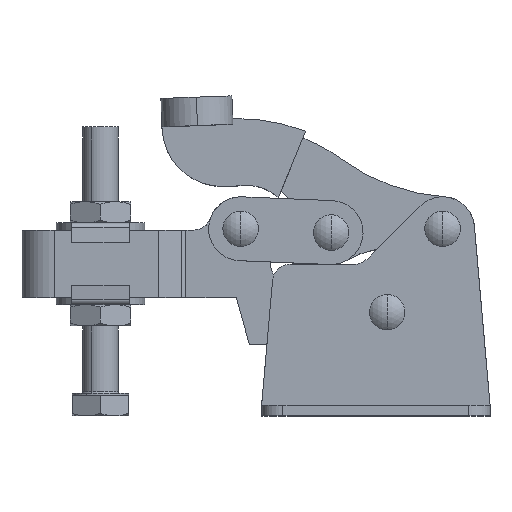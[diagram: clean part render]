
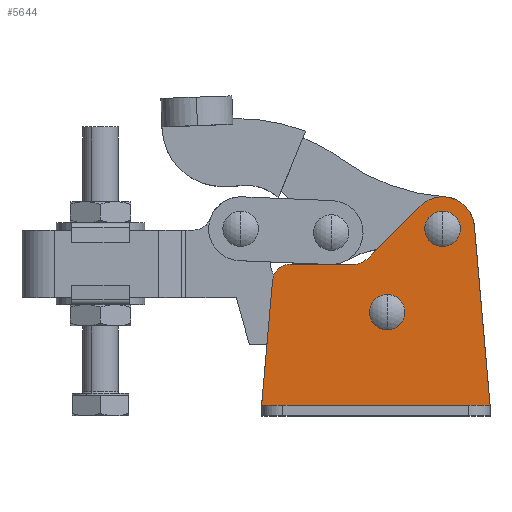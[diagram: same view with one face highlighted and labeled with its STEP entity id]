
A CAD part, top view. The second image highlights one B-rep face of the part: STEP entity #5644.
In plain terms, the highlighted planar face has unit normal (0, 0, 1).
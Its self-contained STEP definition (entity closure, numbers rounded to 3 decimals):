
#47 = DIRECTION ( 'NONE',  ( -0.707, -0.707, 0. ) ) ;
#249 = EDGE_CURVE ( 'NONE', #8507, #10181, #8105, .T. ) ;
#422 = EDGE_CURVE ( 'NONE', #3282, #5321, #12393, .T. ) ;
#579 = CARTESIAN_POINT ( 'NONE',  ( -15.59, -18.5, 3. ) ) ;
#670 = ORIENTED_EDGE ( 'NONE', *, *, #5726, .T. ) ;
#678 = ORIENTED_EDGE ( 'NONE', *, *, #13005, .T. ) ;
#710 = EDGE_CURVE ( 'NONE', #1479, #11455, #6810, .T. ) ;
#715 = DIRECTION ( 'NONE',  ( 0., 0., 1. ) ) ;
#863 = CARTESIAN_POINT ( 'NONE',  ( -50.935, 11.029, 3. ) ) ;
#921 = CARTESIAN_POINT ( 'NONE',  ( -47.878, -14.564, 3. ) ) ;
#1039 = DIRECTION ( 'NONE',  ( 0., 0., 1. ) ) ;
#1101 = EDGE_CURVE ( 'NONE', #10181, #8507, #5526, .T. ) ;
#1176 = EDGE_LOOP ( 'NONE', ( #4692, #7470 ) ) ;
#1193 = ORIENTED_EDGE ( 'NONE', *, *, #8618, .T. ) ;
#1217 = AXIS2_PLACEMENT_3D ( 'NONE', #12037, #11000, #3912 ) ;
#1225 = VERTEX_POINT ( 'NONE', #10647 ) ;
#1296 = AXIS2_PLACEMENT_3D ( 'NONE', #10253, #4167, #11262 ) ;
#1453 = DIRECTION ( 'NONE',  ( 0., 0., -1. ) ) ;
#1479 = VERTEX_POINT ( 'NONE', #4917 ) ;
#1904 = VECTOR ( 'NONE', #9599, 1000. ) ;
#1914 = VERTEX_POINT ( 'NONE', #12461 ) ;
#1927 = ORIENTED_EDGE ( 'NONE', *, *, #9030, .T. ) ;
#1958 = DIRECTION ( 'NONE',  ( 0., 1., 0. ) ) ;
#2047 = AXIS2_PLACEMENT_3D ( 'NONE', #7792, #715, #6769 ) ;
#2054 = VECTOR ( 'NONE', #13091, 1000. ) ;
#2152 = VECTOR ( 'NONE', #7093, 1000. ) ;
#2247 = CARTESIAN_POINT ( 'NONE',  ( -24.799, -10., 3. ) ) ;
#2583 = CARTESIAN_POINT ( 'NONE',  ( -50.935, -49.5, 3. ) ) ;
#2613 = EDGE_CURVE ( 'NONE', #2615, #5585, #4117, .T. ) ;
#2615 = VERTEX_POINT ( 'NONE', #9053 ) ;
#2895 = DIRECTION ( 'NONE',  ( 0., 1., 0. ) ) ;
#3151 = CARTESIAN_POINT ( 'NONE',  ( 13.365, -49.5, 3. ) ) ;
#3198 = VERTEX_POINT ( 'NONE', #4061 ) ;
#3215 = VECTOR ( 'NONE', #47, 1000. ) ;
#3282 = VERTEX_POINT ( 'NONE', #2247 ) ;
#3467 = ORIENTED_EDGE ( 'NONE', *, *, #249, .F. ) ;
#3630 = VECTOR ( 'NONE', #5162, 1000. ) ;
#3819 = AXIS2_PLACEMENT_3D ( 'NONE', #7081, #1039, #8118 ) ;
#3912 = DIRECTION ( 'NONE',  ( 0., 1., 0. ) ) ;
#4061 = CARTESIAN_POINT ( 'NONE',  ( -21.263, -8.536, 3. ) ) ;
#4117 = LINE ( 'NONE', #8043, #2054 ) ;
#4167 = DIRECTION ( 'NONE',  ( 0., 0., 1. ) ) ;
#4185 = EDGE_CURVE ( 'NONE', #5585, #1914, #12949, .T. ) ;
#4211 = CARTESIAN_POINT ( 'NONE',  ( -15.59, -23.5, 3. ) ) ;
#4377 = CIRCLE ( 'NONE', #8020, 5. ) ;
#4692 = ORIENTED_EDGE ( 'NONE', *, *, #710, .T. ) ;
#4917 = CARTESIAN_POINT ( 'NONE',  ( 0., 5., 3. ) ) ;
#4920 = CARTESIAN_POINT ( 'NONE',  ( 0., 0., 3. ) ) ;
#5022 = CARTESIAN_POINT ( 'NONE',  ( -42.897, -10., 3. ) ) ;
#5078 = CARTESIAN_POINT ( 'NONE',  ( 0., -5., 3. ) ) ;
#5119 = FACE_BOUND ( 'NONE', #1176, .T. ) ;
#5155 = VECTOR ( 'NONE', #10268, 1000. ) ;
#5162 = DIRECTION ( 'NONE',  ( -0.087, -0.996, 0. ) ) ;
#5229 = DIRECTION ( 'NONE',  ( 0., 1., 0. ) ) ;
#5321 = VERTEX_POINT ( 'NONE', #8444 ) ;
#5440 = VERTEX_POINT ( 'NONE', #2583 ) ;
#5526 = CIRCLE ( 'NONE', #2047, 5. ) ;
#5585 = VERTEX_POINT ( 'NONE', #10868 ) ;
#5644 = ADVANCED_FACE ( 'NONE', ( #5119, #5758, #11484 ), #11997, .F. ) ;
#5726 = EDGE_CURVE ( 'NONE', #1225, #3198, #5915, .T. ) ;
#5758 = FACE_BOUND ( 'NONE', #10329, .T. ) ;
#5915 = LINE ( 'NONE', #8080, #3215 ) ;
#5917 = VERTEX_POINT ( 'NONE', #9315 ) ;
#5948 = DIRECTION ( 'NONE',  ( 0., 1., 0. ) ) ;
#6164 = CIRCLE ( 'NONE', #6209, 5. ) ;
#6191 = CARTESIAN_POINT ( 'NONE',  ( -47.878, -14.564, 3. ) ) ;
#6209 = AXIS2_PLACEMENT_3D ( 'NONE', #4920, #12042, #5948 ) ;
#6407 = CIRCLE ( 'NONE', #1296, 5. ) ;
#6753 = ORIENTED_EDGE ( 'NONE', *, *, #1101, .F. ) ;
#6769 = DIRECTION ( 'NONE',  ( 0., 1., 0. ) ) ;
#6797 = EDGE_CURVE ( 'NONE', #12106, #5440, #11417, .T. ) ;
#6810 = CIRCLE ( 'NONE', #1217, 5. ) ;
#7008 = CARTESIAN_POINT ( 'NONE',  ( -50.935, 11.029, 3. ) ) ;
#7081 = CARTESIAN_POINT ( 'NONE',  ( 0., 0., 3. ) ) ;
#7093 = DIRECTION ( 'NONE',  ( 0., 1., 0. ) ) ;
#7222 = EDGE_CURVE ( 'NONE', #11455, #1479, #6164, .T. ) ;
#7259 = ORIENTED_EDGE ( 'NONE', *, *, #12599, .T. ) ;
#7360 = CIRCLE ( 'NONE', #3819, 9. ) ;
#7470 = ORIENTED_EDGE ( 'NONE', *, *, #7222, .T. ) ;
#7501 = CARTESIAN_POINT ( 'NONE',  ( -24.799, -5., 3. ) ) ;
#7792 = CARTESIAN_POINT ( 'NONE',  ( -15.59, -23.5, 3. ) ) ;
#8020 = AXIS2_PLACEMENT_3D ( 'NONE', #7501, #1453, #8537 ) ;
#8043 = CARTESIAN_POINT ( 'NONE',  ( -50.935, -49.7, 3. ) ) ;
#8080 = CARTESIAN_POINT ( 'NONE',  ( -6.364, 6.364, 3. ) ) ;
#8105 = CIRCLE ( 'NONE', #8754, 5. ) ;
#8118 = DIRECTION ( 'NONE',  ( 0., 1., 0. ) ) ;
#8128 = CARTESIAN_POINT ( 'NONE',  ( 13.365, 11.029, 3. ) ) ;
#8183 = CARTESIAN_POINT ( 'NONE',  ( -15.59, -28.5, 3. ) ) ;
#8444 = CARTESIAN_POINT ( 'NONE',  ( -42.897, -10., 3. ) ) ;
#8482 = AXIS2_PLACEMENT_3D ( 'NONE', #863, #8968, #2895 ) ;
#8507 = VERTEX_POINT ( 'NONE', #8183 ) ;
#8537 = DIRECTION ( 'NONE',  ( 0., 1., 0. ) ) ;
#8618 = EDGE_CURVE ( 'NONE', #3198, #3282, #4377, .T. ) ;
#8754 = AXIS2_PLACEMENT_3D ( 'NONE', #4211, #11306, #5229 ) ;
#8968 = DIRECTION ( 'NONE',  ( 0., 0., -1. ) ) ;
#9025 = ORIENTED_EDGE ( 'NONE', *, *, #10395, .F. ) ;
#9030 = EDGE_CURVE ( 'NONE', #1914, #5917, #10244, .T. ) ;
#9053 = CARTESIAN_POINT ( 'NONE',  ( -50.935, -49.7, 3. ) ) ;
#9270 = ORIENTED_EDGE ( 'NONE', *, *, #6797, .T. ) ;
#9315 = CARTESIAN_POINT ( 'NONE',  ( 8.966, 0.784, 3. ) ) ;
#9599 = DIRECTION ( 'NONE',  ( -1., 0., 0. ) ) ;
#10146 = VECTOR ( 'NONE', #1958, 1000. ) ;
#10181 = VERTEX_POINT ( 'NONE', #579 ) ;
#10244 = LINE ( 'NONE', #3151, #5155 ) ;
#10253 = CARTESIAN_POINT ( 'NONE',  ( -42.897, -15., 3. ) ) ;
#10262 = ORIENTED_EDGE ( 'NONE', *, *, #422, .T. ) ;
#10268 = DIRECTION ( 'NONE',  ( -0.087, 0.996, 0. ) ) ;
#10329 = EDGE_LOOP ( 'NONE', ( #6753, #3467 ) ) ;
#10395 = EDGE_CURVE ( 'NONE', #2615, #5440, #10779, .T. ) ;
#10647 = CARTESIAN_POINT ( 'NONE',  ( -6.364, 6.364, 3. ) ) ;
#10779 = LINE ( 'NONE', #7008, #10146 ) ;
#10868 = CARTESIAN_POINT ( 'NONE',  ( 13.365, -49.7, 3. ) ) ;
#11000 = DIRECTION ( 'NONE',  ( 0., 0., -1. ) ) ;
#11008 = ORIENTED_EDGE ( 'NONE', *, *, #2613, .T. ) ;
#11262 = DIRECTION ( 'NONE',  ( 0., 1., 0. ) ) ;
#11306 = DIRECTION ( 'NONE',  ( 0., 0., 1. ) ) ;
#11417 = LINE ( 'NONE', #6191, #3630 ) ;
#11455 = VERTEX_POINT ( 'NONE', #5078 ) ;
#11484 = FACE_OUTER_BOUND ( 'NONE', #12390, .T. ) ;
#11840 = ORIENTED_EDGE ( 'NONE', *, *, #4185, .T. ) ;
#11997 = PLANE ( 'NONE',  #8482 ) ;
#12037 = CARTESIAN_POINT ( 'NONE',  ( 0., 0., 3. ) ) ;
#12042 = DIRECTION ( 'NONE',  ( 0., 0., -1. ) ) ;
#12106 = VERTEX_POINT ( 'NONE', #921 ) ;
#12390 = EDGE_LOOP ( 'NONE', ( #1927, #7259, #670, #1193, #10262, #678, #9270, #9025, #11008, #11840 ) ) ;
#12393 = LINE ( 'NONE', #5022, #1904 ) ;
#12461 = CARTESIAN_POINT ( 'NONE',  ( 13.365, -49.5, 3. ) ) ;
#12599 = EDGE_CURVE ( 'NONE', #5917, #1225, #7360, .T. ) ;
#12949 = LINE ( 'NONE', #8128, #2152 ) ;
#13005 = EDGE_CURVE ( 'NONE', #5321, #12106, #6407, .T. ) ;
#13091 = DIRECTION ( 'NONE',  ( 1., 0., 0. ) ) ;
